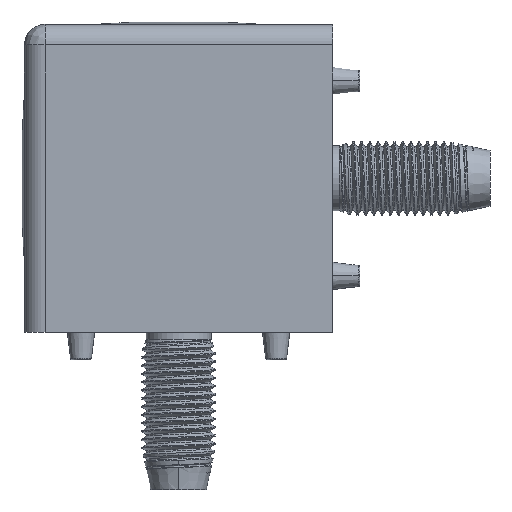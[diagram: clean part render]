
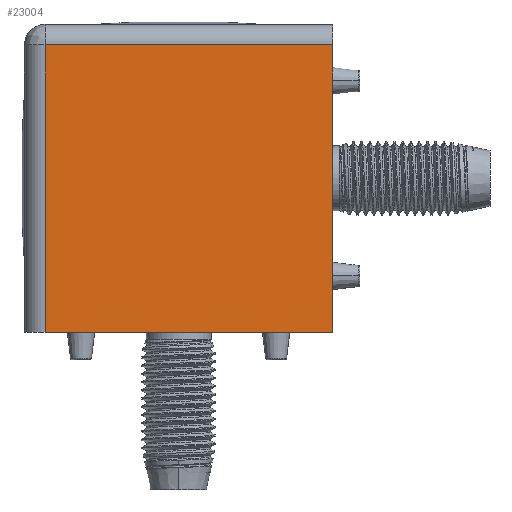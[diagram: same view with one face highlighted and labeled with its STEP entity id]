
A CAD part, left-side view. The second image highlights one B-rep face of the part: STEP entity #23004.
In plain terms, the highlighted planar face has unit normal (-1, 0, 0).
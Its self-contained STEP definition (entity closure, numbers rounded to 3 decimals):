
#196 = VERTEX_POINT ( 'NONE', #19532 ) ;
#257 = FACE_OUTER_BOUND ( 'NONE', #4002, .T. ) ;
#611 = ORIENTED_EDGE ( 'NONE', *, *, #5250, .F. ) ;
#832 = CARTESIAN_POINT ( 'NONE',  ( -22.5, 45., 42. ) ) ;
#2411 = DIRECTION ( 'NONE',  ( 0., -1., 0. ) ) ;
#2476 = VERTEX_POINT ( 'NONE', #7457 ) ;
#3642 = LINE ( 'NONE', #7837, #18630 ) ;
#3702 = VECTOR ( 'NONE', #2411, 1000. ) ;
#3955 = AXIS2_PLACEMENT_3D ( 'NONE', #16236, #7226, #19886 ) ;
#3959 = VECTOR ( 'NONE', #14016, 1000. ) ;
#4002 = EDGE_LOOP ( 'NONE', ( #611, #13408, #16502, #7702 ) ) ;
#5250 = EDGE_CURVE ( 'NONE', #196, #17503, #13324, .T. ) ;
#5395 = EDGE_CURVE ( 'NONE', #17503, #17189, #12202, .T. ) ;
#7226 = DIRECTION ( 'NONE',  ( 1., 0., 0. ) ) ;
#7457 = CARTESIAN_POINT ( 'NONE',  ( -22.5, 42., 0. ) ) ;
#7702 = ORIENTED_EDGE ( 'NONE', *, *, #5395, .F. ) ;
#7837 = CARTESIAN_POINT ( 'NONE',  ( -22.5, 45., 0. ) ) ;
#8074 = EDGE_CURVE ( 'NONE', #17189, #2476, #3642, .T. ) ;
#8510 = CARTESIAN_POINT ( 'NONE',  ( -22.5, 42., 0. ) ) ;
#10631 = CARTESIAN_POINT ( 'NONE',  ( -22.5, 0., 0. ) ) ;
#12202 = LINE ( 'NONE', #17529, #20702 ) ;
#13324 = LINE ( 'NONE', #832, #3702 ) ;
#13408 = ORIENTED_EDGE ( 'NONE', *, *, #21132, .F. ) ;
#14016 = DIRECTION ( 'NONE',  ( 0., 0., 1. ) ) ;
#14420 = PLANE ( 'NONE',  #3955 ) ;
#15346 = CARTESIAN_POINT ( 'NONE',  ( -22.5, 0., 42. ) ) ;
#16236 = CARTESIAN_POINT ( 'NONE',  ( -22.5, 45., 0. ) ) ;
#16502 = ORIENTED_EDGE ( 'NONE', *, *, #8074, .F. ) ;
#17189 = VERTEX_POINT ( 'NONE', #10631 ) ;
#17503 = VERTEX_POINT ( 'NONE', #15346 ) ;
#17529 = CARTESIAN_POINT ( 'NONE',  ( -22.5, 0., 0. ) ) ;
#18630 = VECTOR ( 'NONE', #20507, 1000. ) ;
#19344 = DIRECTION ( 'NONE',  ( 0., 0., -1. ) ) ;
#19532 = CARTESIAN_POINT ( 'NONE',  ( -22.5, 42., 42. ) ) ;
#19886 = DIRECTION ( 'NONE',  ( 0., 0., -1. ) ) ;
#20507 = DIRECTION ( 'NONE',  ( 0., 1., 0. ) ) ;
#20702 = VECTOR ( 'NONE', #19344, 1000. ) ;
#21132 = EDGE_CURVE ( 'NONE', #2476, #196, #22694, .T. ) ;
#22694 = LINE ( 'NONE', #8510, #3959 ) ;
#23004 = ADVANCED_FACE ( 'NONE', ( #257 ), #14420, .F. ) ;
